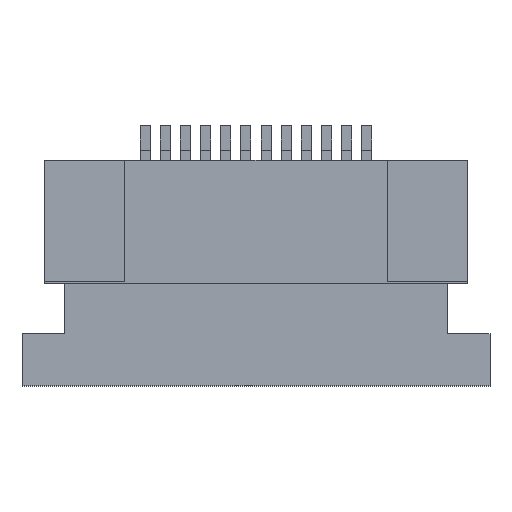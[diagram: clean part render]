
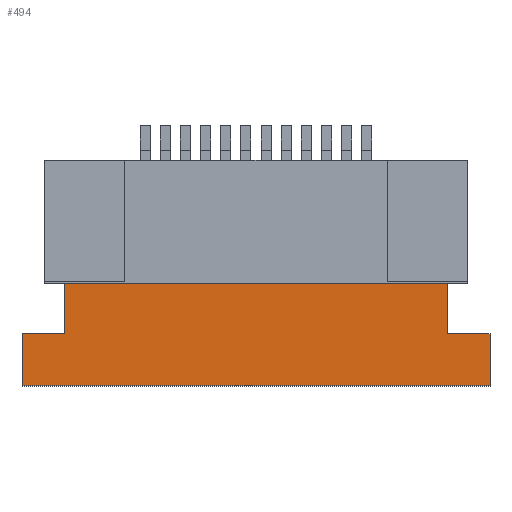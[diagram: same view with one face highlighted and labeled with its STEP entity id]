
A CAD part, top view. The second image highlights one B-rep face of the part: STEP entity #494.
In plain terms, the highlighted planar face has unit normal (0, 0, 1).
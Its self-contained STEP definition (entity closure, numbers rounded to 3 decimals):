
#13=DIRECTION('',(0.,0.,1.));
#16=DIRECTION('',(1.,0.,0.));
#48=VECTOR('',#16,1.);
#59=DIRECTION('',(0.,1.,0.));
#69=VECTOR('',#70,1.);
#70=DIRECTION('',(0.,-1.,0.));
#128=VECTOR('',#129,1.);
#129=DIRECTION('',(-1.,0.,0.));
#149=VECTOR('',#59,1.);
#335=VERTEX_POINT('',#336);
#336=CARTESIAN_POINT('',(-4.75,-3.475,2.));
#338=ORIENTED_EDGE('',*,*,#339,.T.);
#339=EDGE_CURVE('',#335,#340,#342,.T.);
#340=VERTEX_POINT('',#341);
#341=CARTESIAN_POINT('',(4.75,-3.475,2.));
#342=LINE('',#336,#48);
#357=ORIENTED_EDGE('',*,*,#358,.T.);
#358=EDGE_CURVE('',#340,#359,#361,.T.);
#359=VERTEX_POINT('',#360);
#360=CARTESIAN_POINT('',(4.75,-4.725,2.));
#361=LINE('',#341,#69);
#376=ORIENTED_EDGE('',*,*,#377,.T.);
#377=EDGE_CURVE('',#359,#378,#380,.T.);
#378=VERTEX_POINT('',#379);
#379=CARTESIAN_POINT('',(5.8,-4.725,2.));
#380=LINE('',#360,#48);
#395=ORIENTED_EDGE('',*,*,#396,.T.);
#396=EDGE_CURVE('',#378,#397,#399,.T.);
#397=VERTEX_POINT('',#398);
#398=CARTESIAN_POINT('',(5.8,-6.025,2.));
#399=LINE('',#379,#69);
#414=ORIENTED_EDGE('',*,*,#415,.T.);
#415=EDGE_CURVE('',#397,#416,#418,.T.);
#416=VERTEX_POINT('',#417);
#417=CARTESIAN_POINT('',(-5.8,-6.025,2.));
#418=LINE('',#398,#128);
#433=ORIENTED_EDGE('',*,*,#434,.T.);
#434=EDGE_CURVE('',#416,#435,#437,.T.);
#435=VERTEX_POINT('',#436);
#436=CARTESIAN_POINT('',(-5.8,-4.725,2.));
#437=LINE('',#417,#149);
#452=ORIENTED_EDGE('',*,*,#453,.T.);
#453=EDGE_CURVE('',#435,#454,#456,.T.);
#454=VERTEX_POINT('',#455);
#455=CARTESIAN_POINT('',(-4.75,-4.725,2.));
#456=LINE('',#436,#48);
#471=ORIENTED_EDGE('',*,*,#472,.T.);
#472=EDGE_CURVE('',#454,#335,#473,.T.);
#473=LINE('',#455,#149);
#494=ADVANCED_FACE('',(#495),#497,.T.);
#495=FACE_BOUND('',#496,.F.);
#496=EDGE_LOOP('',(#338,#357,#376,#395,#414,#433,#452,#471));
#497=PLANE('',#498);
#498=AXIS2_PLACEMENT_3D('',#499,#13,#16);
#499=CARTESIAN_POINT('',(0.,-4.843,2.));
